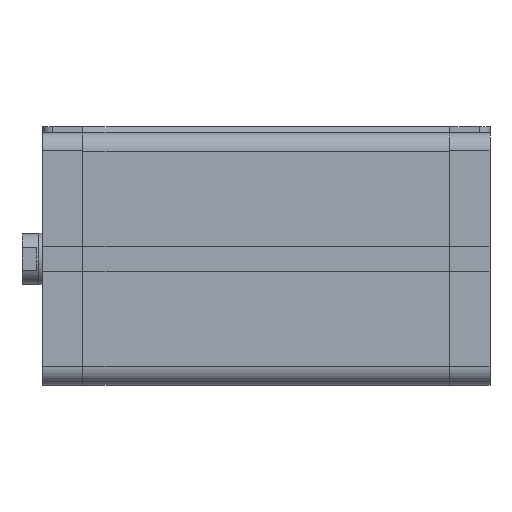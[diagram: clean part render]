
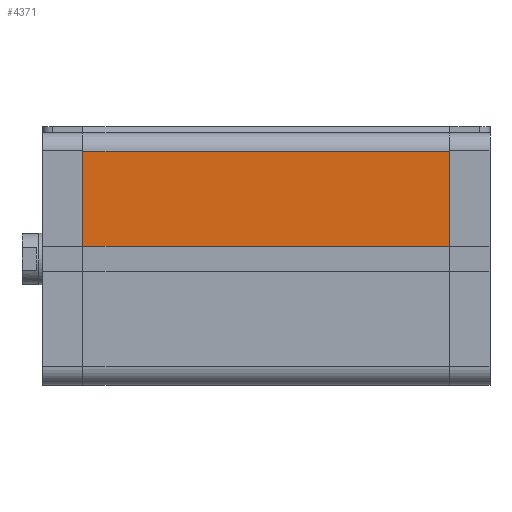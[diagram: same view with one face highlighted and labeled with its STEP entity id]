
A CAD part, top view. The second image highlights one B-rep face of the part: STEP entity #4371.
In plain terms, the highlighted planar face has unit normal (0, 0, 1).
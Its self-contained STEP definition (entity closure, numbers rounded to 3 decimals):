
#610=ORIENTED_EDGE('',*,*,#1669,.T.);
#611=ORIENTED_EDGE('',*,*,#1670,.F.);
#612=ORIENTED_EDGE('',*,*,#1671,.F.);
#613=ORIENTED_EDGE('',*,*,#1666,.T.);
#1666=EDGE_CURVE('',#2235,#2234,#2654,.T.);
#1669=EDGE_CURVE('',#2234,#2237,#2656,.T.);
#1670=EDGE_CURVE('',#2238,#2237,#2657,.T.);
#1671=EDGE_CURVE('',#2235,#2238,#2658,.T.);
#2234=VERTEX_POINT('',#6626);
#2235=VERTEX_POINT('',#6628);
#2237=VERTEX_POINT('',#6634);
#2238=VERTEX_POINT('',#6636);
#2654=LINE('',#6627,#3110);
#2656=LINE('',#6633,#3112);
#2657=LINE('',#6635,#3113);
#2658=LINE('',#6637,#3114);
#3110=VECTOR('',#5371,1000.);
#3112=VECTOR('',#5377,1000.);
#3113=VECTOR('',#5378,1000.);
#3114=VECTOR('',#5379,1000.);
#3573=EDGE_LOOP('',(#610,#611,#612,#613));
#3909=FACE_BOUND('',#3573,.T.);
#4178=PLANE('',#4723);
#4371=ADVANCED_FACE('',(#3909),#4178,.F.);
#4723=AXIS2_PLACEMENT_3D('',#6632,#5375,#5376);
#5371=DIRECTION('',(-1.,0.,0.));
#5375=DIRECTION('',(0.,0.,-1.));
#5376=DIRECTION('',(-1.,0.,0.));
#5377=DIRECTION('',(0.,-1.,0.));
#5378=DIRECTION('',(-1.,0.,0.));
#5379=DIRECTION('',(0.,-1.,0.));
#6626=CARTESIAN_POINT('',(0.,113.,122.5));
#6627=CARTESIAN_POINT('',(177.5,113.,122.5));
#6628=CARTESIAN_POINT('',(177.5,113.,122.5));
#6632=CARTESIAN_POINT('',(177.5,113.,122.5));
#6633=CARTESIAN_POINT('',(0.,113.,122.5));
#6634=CARTESIAN_POINT('',(0.,67.,122.5));
#6635=CARTESIAN_POINT('',(177.5,67.,122.5));
#6636=CARTESIAN_POINT('',(177.5,67.,122.5));
#6637=CARTESIAN_POINT('',(177.5,113.,122.5));
